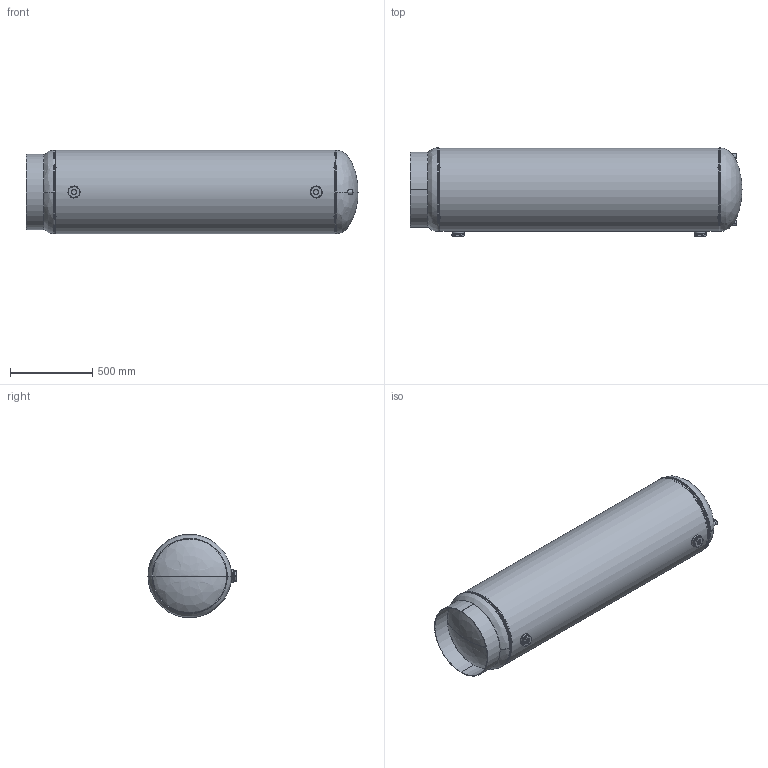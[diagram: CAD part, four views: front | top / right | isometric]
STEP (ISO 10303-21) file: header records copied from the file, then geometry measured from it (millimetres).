
FILE_DESCRIPTION (( 'STEP AP203' ), '1' );
FILE_NAME ('20NA78.STEP', '2021-03-11T14:01:14', ( '' ), ( '' ), 'SwSTEP 2.0', 'SolidWorks 2021', '' );
FILE_SCHEMA (( 'CONFIG_CONTROL_DESIGN' ));
Length unit declared in the file: inch
Products named in the file (8): 9500080; 8500010; 9200120; 23Q0456; Couplings_9500557; 99B0457; 20NA78; 9200124
Assembly tree (10 placements, depth 2):
  20NA78
    99B0457
    9200120
    9200124
    Couplings_9500557  x2
    9500080  x2
    8500010  x2
    23Q0456
Bounding box: 2019.3 x 535.81 x 508 mm (x, y, z)
Volume: 11203213.3 mm3; surface area: 7046302 mm2
Topology: 10 solids, 10 shells, 488 faces, 1048 edges, 600 vertices
Faces by surface type: cone 224, cylinder 158, plane 64, torus 30, bspline 12
Full cylindrical faces by diameter (mm): 499.821 x1, 506.171 x1
Entity records: 11944 total; most frequent: CARTESIAN_POINT 4695, DIRECTION 1444, ORIENTED_EDGE 1240, EDGE_CURVE 620, AXIS2_PLACEMENT_3D 600, VERTEX_POINT 361, CIRCLE 314, EDGE_LOOP 311
